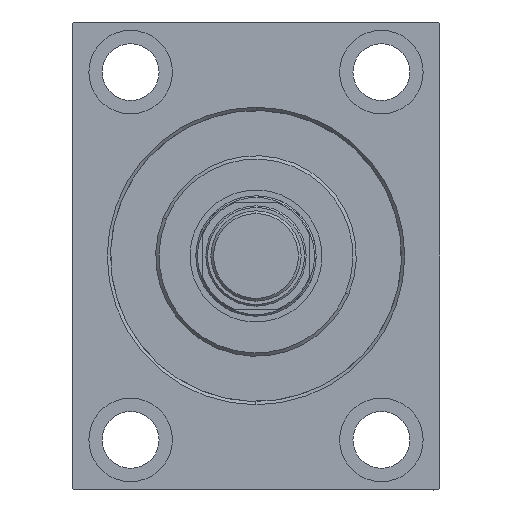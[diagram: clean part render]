
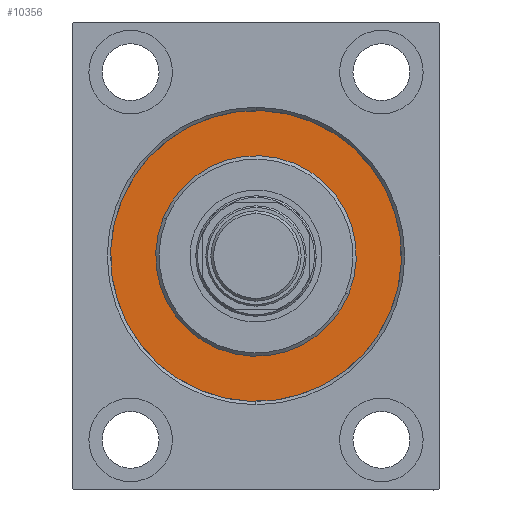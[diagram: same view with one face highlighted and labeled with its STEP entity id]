
A CAD part, left-side view. The second image highlights one B-rep face of the part: STEP entity #10356.
In plain terms, the highlighted face is planar.
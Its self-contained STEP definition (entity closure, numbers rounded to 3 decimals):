
#2754 = CARTESIAN_POINT ( 'NONE',  ( 0., 0., 0. ) ) ;
#4563 = VERTEX_POINT ( 'NONE', #16778 ) ;
#7918 = EDGE_LOOP ( 'NONE', ( #24093, #30352 ) ) ;
#8305 = VERTEX_POINT ( 'NONE', #38108 ) ;
#9252 = DIRECTION ( 'NONE',  ( 0., 0., 1. ) ) ;
#10356 = ADVANCED_FACE ( 'NONE', ( #26155, #15357 ), #43258, .F. ) ;
#11529 = DIRECTION ( 'NONE',  ( 0., 0., -1. ) ) ;
#14389 = AXIS2_PLACEMENT_3D ( 'NONE', #19158, #22757, #29068 ) ;
#14773 = EDGE_CURVE ( 'NONE', #8305, #21349, #16375, .T. ) ;
#15093 = CIRCLE ( 'NONE', #14389, 43.5 ) ;
#15357 = FACE_OUTER_BOUND ( 'NONE', #7918, .T. ) ;
#15414 = CARTESIAN_POINT ( 'NONE',  ( 0., 0., 0. ) ) ;
#15680 = CARTESIAN_POINT ( 'NONE',  ( 0., 0., 0. ) ) ;
#16282 = CARTESIAN_POINT ( 'NONE',  ( 0., 0., 30. ) ) ;
#16375 = CIRCLE ( 'NONE', #25731, 30. ) ;
#16778 = CARTESIAN_POINT ( 'NONE',  ( 0., 0., 43.5 ) ) ;
#18574 = DIRECTION ( 'NONE',  ( 0., 0., 1. ) ) ;
#18861 = CIRCLE ( 'NONE', #33980, 43.5 ) ;
#19158 = CARTESIAN_POINT ( 'NONE',  ( 0., 0., 0. ) ) ;
#21349 = VERTEX_POINT ( 'NONE', #16282 ) ;
#22757 = DIRECTION ( 'NONE',  ( -1., 0., 0. ) ) ;
#22888 = AXIS2_PLACEMENT_3D ( 'NONE', #2754, #30259, #11529 ) ;
#24093 = ORIENTED_EDGE ( 'NONE', *, *, #32020, .F. ) ;
#25052 = EDGE_CURVE ( 'NONE', #4563, #34077, #15093, .T. ) ;
#25731 = AXIS2_PLACEMENT_3D ( 'NONE', #15680, #42917, #39769 ) ;
#26155 = FACE_BOUND ( 'NONE', #27225, .T. ) ;
#27225 = EDGE_LOOP ( 'NONE', ( #30091, #40572 ) ) ;
#28933 = DIRECTION ( 'NONE',  ( -1., 0., 0. ) ) ;
#29068 = DIRECTION ( 'NONE',  ( 0., 0., 1. ) ) ;
#30091 = ORIENTED_EDGE ( 'NONE', *, *, #40043, .F. ) ;
#30259 = DIRECTION ( 'NONE',  ( 1., 0., 0. ) ) ;
#30352 = ORIENTED_EDGE ( 'NONE', *, *, #25052, .F. ) ;
#32020 = EDGE_CURVE ( 'NONE', #34077, #4563, #18861, .T. ) ;
#32776 = AXIS2_PLACEMENT_3D ( 'NONE', #33349, #40102, #9252 ) ;
#33349 = CARTESIAN_POINT ( 'NONE',  ( 0., 0., 0. ) ) ;
#33980 = AXIS2_PLACEMENT_3D ( 'NONE', #15414, #28933, #18574 ) ;
#34077 = VERTEX_POINT ( 'NONE', #42048 ) ;
#38108 = CARTESIAN_POINT ( 'NONE',  ( 0., 0., -30. ) ) ;
#39769 = DIRECTION ( 'NONE',  ( 0., 0., -1. ) ) ;
#40043 = EDGE_CURVE ( 'NONE', #21349, #8305, #42984, .T. ) ;
#40102 = DIRECTION ( 'NONE',  ( -1., 0., 0. ) ) ;
#40572 = ORIENTED_EDGE ( 'NONE', *, *, #14773, .F. ) ;
#42048 = CARTESIAN_POINT ( 'NONE',  ( 0., 0., -43.5 ) ) ;
#42917 = DIRECTION ( 'NONE',  ( 1., 0., 0. ) ) ;
#42984 = CIRCLE ( 'NONE', #22888, 30. ) ;
#43258 = PLANE ( 'NONE',  #32776 ) ;
